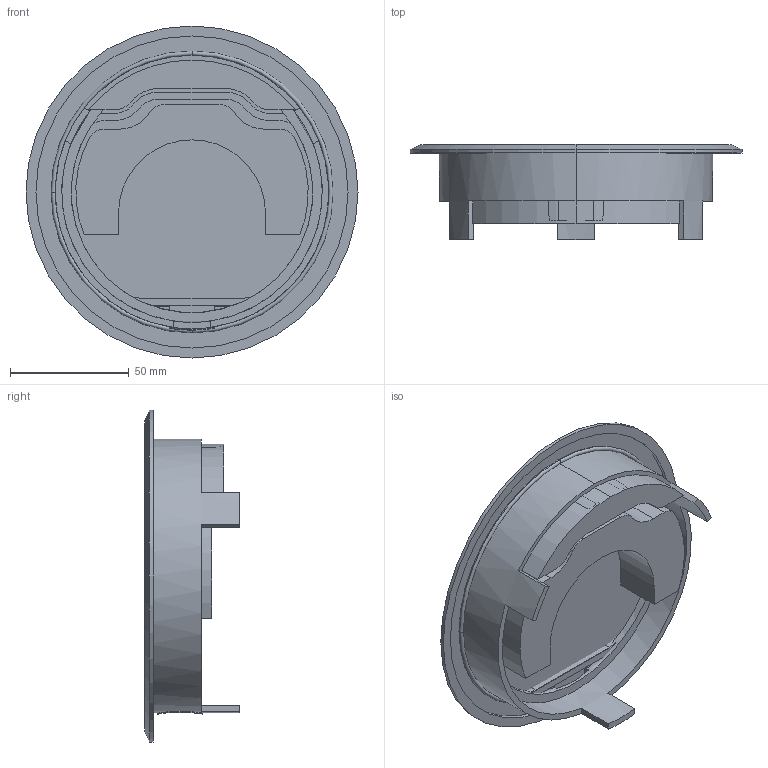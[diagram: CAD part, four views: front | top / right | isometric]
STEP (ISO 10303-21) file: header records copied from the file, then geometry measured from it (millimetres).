
FILE_DESCRIPTION (( 'STEP AP214' ), '1' );
FILE_NAME ('7408856_KSTP1.stp', '2018-03-20T13:12:09', ( '' ), ( '' ), 'SwSTEP 2.0', 'SolidWorks 2016', '' );
FILE_SCHEMA (( 'AUTOMOTIVE_DESIGN' ));
Length unit declared in the file: millimetre
Products named in the file (12): 49800470_49800476 ( Gr�ner Punkt � 19mm ); 089420_Eingebaut; 39406880_Standard; 089384_Standard; 43505A_Standard; 104020_Standard; P_42418B_1_Standard; 088790_Standard; 089383_Standard; 43498A_Standard; 088787_Standard; 7408856_KSTP1
Assembly tree (11 placements, depth 2):
  7408856_KSTP1
    088787_Standard
    43498A_Standard
    089383_Standard
    088790_Standard
    P_42418B_1_Standard
    104020_Standard
    43505A_Standard
    089384_Standard
    39406880_Standard
    089420_Eingebaut
    49800470_49800476 ( Gr�ner Punkt � 19mm )
Bounding box: 140 x 39.85 x 140 mm (x, y, z)
Volume: 195848.7 mm3; surface area: 88583.9 mm2
Topology: 14 solids, 14 shells, 835 faces, 2134 edges, 1342 vertices
Faces by surface type: plane 425, cylinder 254, bspline 108, sphere 28, torus 12, cone 8
Entity records: 33865 total; most frequent: CARTESIAN_POINT 12924, ORIENTED_EDGE 4228, DIRECTION 3710, EDGE_CURVE 2114, VECTOR 1350, LINE 1350, VERTEX_POINT 1342, AXIS2_PLACEMENT_3D 1180
